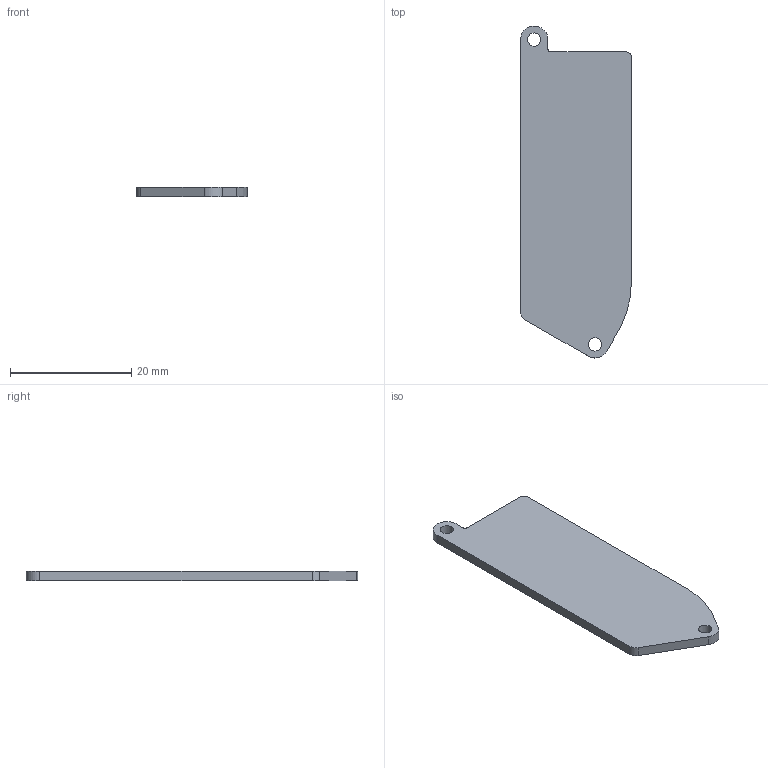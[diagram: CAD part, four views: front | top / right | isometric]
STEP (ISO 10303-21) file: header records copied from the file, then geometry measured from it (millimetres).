
FILE_DESCRIPTION(('KiCad electronic assembly'),'2;1');
FILE_NAME('swoop-mx-cover.step','2021-12-11T16:34:55',('Pcbnew'),( 'Kicad'),'Open CASCADE STEP processor 7.5','KiCad to STEP converter' ,'Unknown');
FILE_SCHEMA(('AUTOMOTIVE_DESIGN { 1 0 10303 214 1 1 1 1 }'));
Length unit declared in the file: millimetre
Products named in the file (2): swoop-mx-cover 1; swoop-mx-cover PCB
Assembly tree (1 placements, depth 2):
  swoop-mx-cover 1
    swoop-mx-cover PCB
Bounding box: 18.28 x 54.76 x 1.6 mm (x, y, z)
Volume: 1395.1 mm3; surface area: 1981.2 mm2
Topology: 1 solids, 1 shells, 17 faces, 45 edges, 30 vertices
Faces by surface type: cylinder 9, plane 8
Full cylindrical faces by diameter (mm): 2.2 x2
Entity records: 1231 total; most frequent: CARTESIAN_POINT 292, DIRECTION 173, LINE 99, VECTOR 99, ORIENTED_EDGE 90, PCURVE 90, DEFINITIONAL_REPRESENTATION 90, EDGE_CURVE 45
